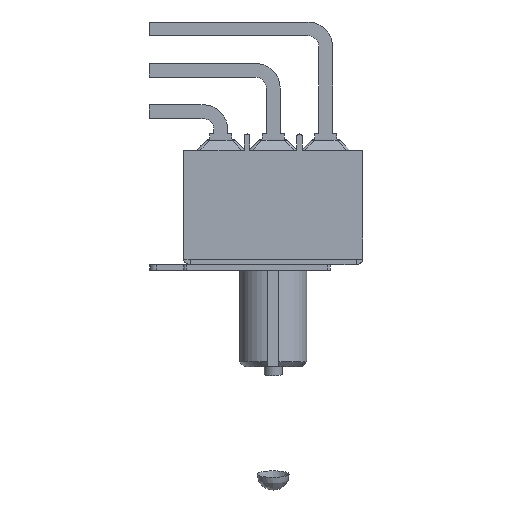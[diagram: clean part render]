
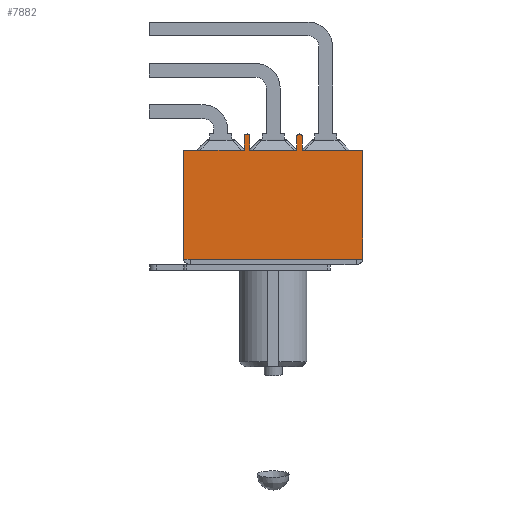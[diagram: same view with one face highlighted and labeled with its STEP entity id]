
A CAD part, front view. The second image highlights one B-rep face of the part: STEP entity #7882.
In plain terms, the highlighted planar face has unit normal (0, -1, 0).
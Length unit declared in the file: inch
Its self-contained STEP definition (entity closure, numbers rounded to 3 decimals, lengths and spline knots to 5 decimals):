
#568=FACE_OUTER_BOUND('',#1028,.T.);
#1028=EDGE_LOOP('',(#6812,#6813,#6814,#6815,#6816,#6817,#6818,#6819,#6820,
#6821,#6822,#6823,#6824,#6825));
#1281=CIRCLE('',#8603,0.00984);
#1282=CIRCLE('',#8604,0.00984);
#1599=LINE('',#11514,#2442);
#1649=LINE('',#11629,#2492);
#1654=LINE('',#11640,#2497);
#2132=LINE('',#13017,#2975);
#2137=LINE('',#13025,#2980);
#2142=LINE('',#13034,#2985);
#2150=LINE('',#13050,#2993);
#2157=LINE('',#13066,#3000);
#2158=LINE('',#13067,#3001);
#2159=LINE('',#13068,#3002);
#2160=LINE('',#13070,#3003);
#2161=LINE('',#13072,#3004);
#2442=VECTOR('',#9116,0.3937);
#2492=VECTOR('',#9240,0.3937);
#2497=VECTOR('',#9251,0.3937);
#2975=VECTOR('',#10685,0.3937);
#2980=VECTOR('',#10692,0.3937);
#2985=VECTOR('',#10699,0.3937);
#2993=VECTOR('',#10717,0.3937);
#3000=VECTOR('',#10732,0.3937);
#3001=VECTOR('',#10733,0.3937);
#3002=VECTOR('',#10734,0.3937);
#3003=VECTOR('',#10735,0.3937);
#3004=VECTOR('',#10738,0.3937);
#3244=VERTEX_POINT('',#11499);
#3247=VERTEX_POINT('',#11506);
#3277=VERTEX_POINT('',#11627);
#3280=VERTEX_POINT('',#11639);
#3700=VERTEX_POINT('',#13014);
#3701=VERTEX_POINT('',#13016);
#3702=VERTEX_POINT('',#13022);
#3703=VERTEX_POINT('',#13024);
#3706=VERTEX_POINT('',#13032);
#3708=VERTEX_POINT('',#13047);
#3709=VERTEX_POINT('',#13049);
#3713=VERTEX_POINT('',#13063);
#3714=VERTEX_POINT('',#13064);
#3715=VERTEX_POINT('',#13069);
#4018=EDGE_CURVE('',#3247,#3244,#1599,.T.);
#4079=EDGE_CURVE('',#3244,#3277,#1649,.T.);
#4084=EDGE_CURVE('',#3280,#3247,#1654,.T.);
#4767=EDGE_CURVE('',#3700,#3701,#2132,.T.);
#4772=EDGE_CURVE('',#3702,#3703,#2137,.T.);
#4777=EDGE_CURVE('',#3706,#3702,#2142,.T.);
#4785=EDGE_CURVE('',#3708,#3709,#2150,.T.);
#4793=EDGE_CURVE('',#3713,#3714,#1281,.T.);
#4794=EDGE_CURVE('',#3701,#3713,#2157,.T.);
#4795=EDGE_CURVE('',#3700,#3280,#2158,.T.);
#4796=EDGE_CURVE('',#3709,#3277,#2159,.T.);
#4797=EDGE_CURVE('',#3708,#3715,#2160,.T.);
#4798=EDGE_CURVE('',#3703,#3715,#1282,.T.);
#4799=EDGE_CURVE('',#3706,#3714,#2161,.T.);
#6812=ORIENTED_EDGE('',*,*,#4793,.F.);
#6813=ORIENTED_EDGE('',*,*,#4794,.F.);
#6814=ORIENTED_EDGE('',*,*,#4767,.F.);
#6815=ORIENTED_EDGE('',*,*,#4795,.T.);
#6816=ORIENTED_EDGE('',*,*,#4084,.T.);
#6817=ORIENTED_EDGE('',*,*,#4018,.T.);
#6818=ORIENTED_EDGE('',*,*,#4079,.T.);
#6819=ORIENTED_EDGE('',*,*,#4796,.F.);
#6820=ORIENTED_EDGE('',*,*,#4785,.F.);
#6821=ORIENTED_EDGE('',*,*,#4797,.T.);
#6822=ORIENTED_EDGE('',*,*,#4798,.F.);
#6823=ORIENTED_EDGE('',*,*,#4772,.F.);
#6824=ORIENTED_EDGE('',*,*,#4777,.F.);
#6825=ORIENTED_EDGE('',*,*,#4799,.T.);
#7457=PLANE('',#8602);
#7882=ADVANCED_FACE('',(#568),#7457,.T.);
#8602=AXIS2_PLACEMENT_3D('',#13062,#10728,#10729);
#8603=AXIS2_PLACEMENT_3D('',#13065,#10730,#10731);
#8604=AXIS2_PLACEMENT_3D('',#13071,#10736,#10737);
#9116=DIRECTION('',(1.,0.,0.));
#9240=DIRECTION('',(1.,0.,0.));
#9251=DIRECTION('',(1.,0.,0.));
#10685=DIRECTION('',(1.,0.,0.));
#10692=DIRECTION('',(0.,0.,1.));
#10699=DIRECTION('',(1.,0.,0.));
#10717=DIRECTION('',(1.,0.,0.));
#10728=DIRECTION('center_axis',(0.,-1.,0.));
#10729=DIRECTION('ref_axis',(0.,0.,
1.));
#10730=DIRECTION('center_axis',(0.,1.,0.));
#10731=DIRECTION('ref_axis',(-0.707,0.,0.707));
#10732=DIRECTION('',(0.,0.,1.));
#10733=DIRECTION('',(0.,0.,-1.));
#10734=DIRECTION('',(0.,0.,-1.));
#10735=DIRECTION('',(0.,0.,1.));
#10736=DIRECTION('center_axis',(0.,1.,0.));
#10737=DIRECTION('ref_axis',(-0.707,0.,0.707));
#10738=DIRECTION('',(0.,0.,1.));
#11499=CARTESIAN_POINT('',(0.30138,-0.25,0.40487));
#11506=CARTESIAN_POINT('',(-0.30098,-0.25,0.40487));
#11514=CARTESIAN_POINT('',(-0.325,-0.25,0.40487));
#11627=CARTESIAN_POINT('',(0.325,-0.25,0.40487));
#11629=CARTESIAN_POINT('',(-0.325,-0.25,0.40487));
#11639=CARTESIAN_POINT('',(-0.325,-0.25,0.40487));
#11640=CARTESIAN_POINT('',(-0.325,-0.25,0.40487));
#13014=CARTESIAN_POINT('',(-0.325,-0.25,0.79975));
#13016=CARTESIAN_POINT('',(-0.10492,-0.25,0.79975));
#13017=CARTESIAN_POINT('',(-0.325,-0.25,0.79975));
#13022=CARTESIAN_POINT('',(0.08524,-0.25,0.79975));
#13024=CARTESIAN_POINT('',(0.08524,-0.25,0.84896));
#13025=CARTESIAN_POINT('',(0.08524,-0.25,0.79975));
#13032=CARTESIAN_POINT('',(-0.08524,-0.25,0.79975));
#13034=CARTESIAN_POINT('',(-0.325,-0.25,0.79975));
#13047=CARTESIAN_POINT('',(0.10492,-0.25,0.79975));
#13049=CARTESIAN_POINT('',(0.325,-0.25,0.79975));
#13050=CARTESIAN_POINT('',(-0.325,-0.25,0.79975));
#13062=CARTESIAN_POINT('Origin',(-0.325,-0.25,0.79975));
#13063=CARTESIAN_POINT('',(-0.10492,-0.25,0.84896));
#13064=CARTESIAN_POINT('',(-0.08524,-0.25,0.84896));
#13065=CARTESIAN_POINT('Origin',(-0.09508,-0.25,0.84896));
#13066=CARTESIAN_POINT('',(-0.10492,-0.25,0.79975));
#13067=CARTESIAN_POINT('',(-0.325,-0.25,0.79975));
#13068=CARTESIAN_POINT('',(0.325,-0.25,0.79975));
#13069=CARTESIAN_POINT('',(0.10492,-0.25,0.84896));
#13070=CARTESIAN_POINT('',(0.10492,-0.25,0.79975));
#13071=CARTESIAN_POINT('Origin',(0.09508,-0.25,0.84896));
#13072=CARTESIAN_POINT('',(-0.08524,-0.25,0.79975));
